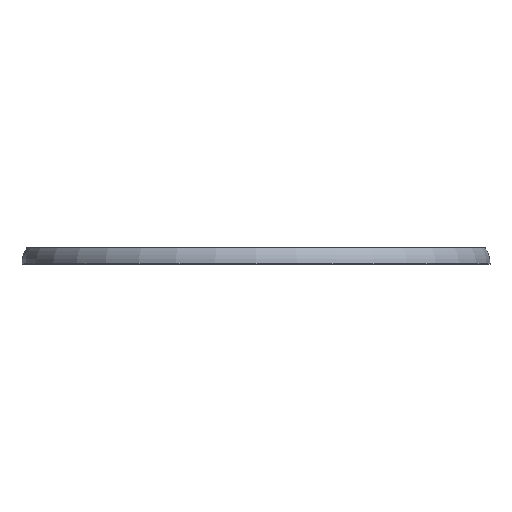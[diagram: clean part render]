
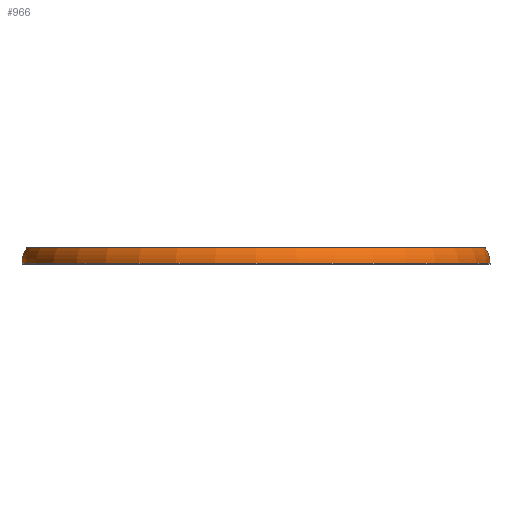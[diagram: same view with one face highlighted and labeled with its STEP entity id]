
A CAD part, front view. The second image highlights one B-rep face of the part: STEP entity #966.
In plain terms, the highlighted toroidal (fillet/blend) face has major radius 125.26 mm and minor radius 15.875 mm.
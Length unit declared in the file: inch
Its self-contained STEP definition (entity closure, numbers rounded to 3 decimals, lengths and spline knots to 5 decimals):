
#38 = VERTEX_POINT ( 'NONE', #963 ) ;
#88 = ORIENTED_EDGE ( 'NONE', *, *, #516, .T. ) ;
#112 = ORIENTED_EDGE ( 'NONE', *, *, #937, .F. ) ;
#146 = DIRECTION ( 'NONE',  ( 0., 1., 0. ) ) ;
#154 = DIRECTION ( 'NONE',  ( 0., 0., 1. ) ) ;
#230 = AXIS2_PLACEMENT_3D ( 'NONE', #427, #1276, #892 ) ;
#253 = DIRECTION ( 'NONE',  ( 0., 0., 1. ) ) ;
#258 = CARTESIAN_POINT ( 'NONE',  ( 4.9315, 0., -0.364 ) ) ;
#285 = VERTEX_POINT ( 'NONE', #402 ) ;
#309 = AXIS2_PLACEMENT_3D ( 'NONE', #258, #146, #154 ) ;
#329 = DIRECTION ( 'NONE',  ( 1., 0., 0. ) ) ;
#353 = CARTESIAN_POINT ( 'NONE',  ( 0., 0., -0.364 ) ) ;
#402 = CARTESIAN_POINT ( 'NONE',  ( -5.5565, 0., -0.364 ) ) ;
#427 = CARTESIAN_POINT ( 'NONE',  ( 0., 0., 0. ) ) ;
#516 = EDGE_CURVE ( 'NONE', #285, #1363, #1042, .T. ) ;
#672 = EDGE_CURVE ( 'NONE', #1193, #38, #1334, .T. ) ;
#707 = ORIENTED_EDGE ( 'NONE', *, *, #1421, .F. ) ;
#712 = DIRECTION ( 'NONE',  ( 0., 1., 0. ) ) ;
#735 = FACE_OUTER_BOUND ( 'NONE', #1401, .T. ) ;
#787 = CARTESIAN_POINT ( 'NONE',  ( 5.5565, 0., -0.364 ) ) ;
#807 = CIRCLE ( 'NONE', #934, 0.625 ) ;
#811 = CARTESIAN_POINT ( 'NONE',  ( -4.9315, 0., -0.364 ) ) ;
#828 = ORIENTED_EDGE ( 'NONE', *, *, #672, .F. ) ;
#892 = DIRECTION ( 'NONE',  ( 1., 0., 0. ) ) ;
#899 = AXIS2_PLACEMENT_3D ( 'NONE', #353, #1456, #329 ) ;
#908 = AXIS2_PLACEMENT_3D ( 'NONE', #1011, #253, #1480 ) ;
#934 = AXIS2_PLACEMENT_3D ( 'NONE', #811, #712, #1218 ) ;
#937 = EDGE_CURVE ( 'NONE', #285, #1193, #807, .T. ) ;
#963 = CARTESIAN_POINT ( 'NONE',  ( 5.43956, 0., 0. ) ) ;
#966 = ADVANCED_FACE ( 'NONE', ( #735 ), #1532, .T. ) ;
#1011 = CARTESIAN_POINT ( 'NONE',  ( 0., 0., -0.364 ) ) ;
#1042 = CIRCLE ( 'NONE', #908, 5.5565 ) ;
#1060 = CARTESIAN_POINT ( 'NONE',  ( -5.43956, 0., 0. ) ) ;
#1193 = VERTEX_POINT ( 'NONE', #1060 ) ;
#1218 = DIRECTION ( 'NONE',  ( 0., 0., 1. ) ) ;
#1276 = DIRECTION ( 'NONE',  ( 0., 0., 1. ) ) ;
#1334 = CIRCLE ( 'NONE', #230, 5.43956 ) ;
#1363 = VERTEX_POINT ( 'NONE', #787 ) ;
#1401 = EDGE_LOOP ( 'NONE', ( #112, #88, #707, #828 ) ) ;
#1421 = EDGE_CURVE ( 'NONE', #38, #1363, #1575, .T. ) ;
#1456 = DIRECTION ( 'NONE',  ( 0., 0., 1. ) ) ;
#1480 = DIRECTION ( 'NONE',  ( 1., 0., 0. ) ) ;
#1532 = TOROIDAL_SURFACE ( 'NONE', #899, 4.9315, 0.625 ) ;
#1575 = CIRCLE ( 'NONE', #309, 0.625 ) ;
